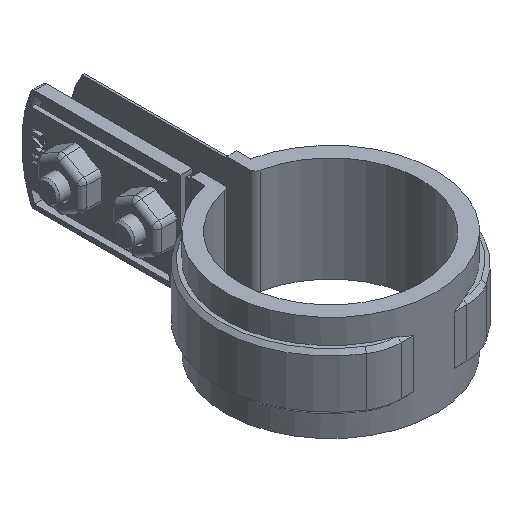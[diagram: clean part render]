
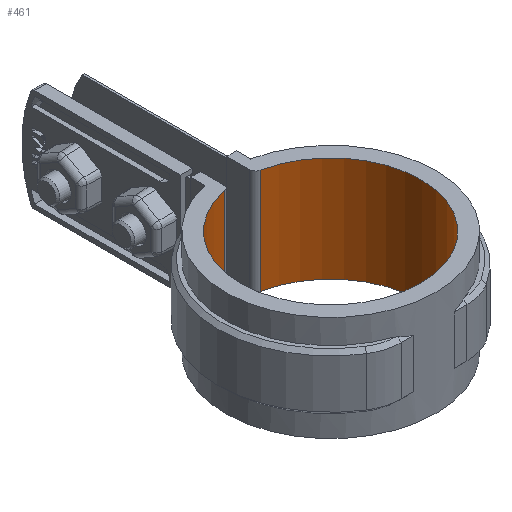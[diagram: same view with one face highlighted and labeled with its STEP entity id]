
A CAD part, isometric view. The second image highlights one B-rep face of the part: STEP entity #461.
In plain terms, the highlighted cylindrical face has radius 24 mm (diameter 48 mm), a partial arc.
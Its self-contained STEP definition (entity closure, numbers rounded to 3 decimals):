
#461 = ADVANCED_FACE( '', ( #934 ), #935, .F. );
#934 = FACE_OUTER_BOUND( '', #2252, .T. );
#935 = CYLINDRICAL_SURFACE( '', #2253, 24. );
#2252 = EDGE_LOOP( '', ( #4791, #4792, #4793, #4794 ) );
#2253 = AXIS2_PLACEMENT_3D( '', #4795, #4796, #4797 );
#4791 = ORIENTED_EDGE( '', *, *, #7463, .F. );
#4792 = ORIENTED_EDGE( '', *, *, #7474, .T. );
#4793 = ORIENTED_EDGE( '', *, *, #7468, .T. );
#4794 = ORIENTED_EDGE( '', *, *, #7475, .T. );
#4795 = CARTESIAN_POINT( '', ( 0., 0., -95.592 ) );
#4796 = DIRECTION( '', ( 0., 0., -1. ) );
#4797 = DIRECTION( '', ( -1., 0., 0. ) );
#7463 = EDGE_CURVE( '', #8665, #8667, #8668, .F. );
#7468 = EDGE_CURVE( '', #8675, #8676, #8677, .F. );
#7474 = EDGE_CURVE( '', #8665, #8675, #8685, .T. );
#7475 = EDGE_CURVE( '', #8676, #8667, #8686, .F. );
#8665 = VERTEX_POINT( '', #12100 );
#8667 = VERTEX_POINT( '', #12102 );
#8668 = CIRCLE( '', #12103, 24. );
#8675 = VERTEX_POINT( '', #12112 );
#8676 = VERTEX_POINT( '', #12113 );
#8677 = CIRCLE( '', #12114, 24. );
#8685 = LINE( '', #12124, #12125 );
#8686 = LINE( '', #12126, #12127 );
#12100 = CARTESIAN_POINT( '', ( -4.706, 23.534, -26.5 ) );
#12102 = CARTESIAN_POINT( '', ( 4.706, 23.534, -26.5 ) );
#12103 = AXIS2_PLACEMENT_3D( '', #14069, #14070, #14071 );
#12112 = CARTESIAN_POINT( '', ( -4.706, 23.534, 1.5 ) );
#12113 = CARTESIAN_POINT( '', ( 4.706, 23.534, 1.5 ) );
#12114 = AXIS2_PLACEMENT_3D( '', #14080, #14081, #14082 );
#12124 = CARTESIAN_POINT( '', ( -4.706, 23.534, -95.592 ) );
#12125 = VECTOR( '', #14094, 1000. );
#12126 = CARTESIAN_POINT( '', ( 4.706, 23.534, -95.592 ) );
#12127 = VECTOR( '', #14095, 1000. );
#14069 = CARTESIAN_POINT( '', ( 0., 0., -26.5 ) );
#14070 = DIRECTION( '', ( 0., 0., -1. ) );
#14071 = DIRECTION( '', ( -1., 0., 0. ) );
#14080 = CARTESIAN_POINT( '', ( 0., 0., 1.5 ) );
#14081 = DIRECTION( '', ( 0., 0., -1. ) );
#14082 = DIRECTION( '', ( -1., 0., 0. ) );
#14094 = DIRECTION( '', ( 0., 0., 1. ) );
#14095 = DIRECTION( '', ( 0., 0., 1. ) );
